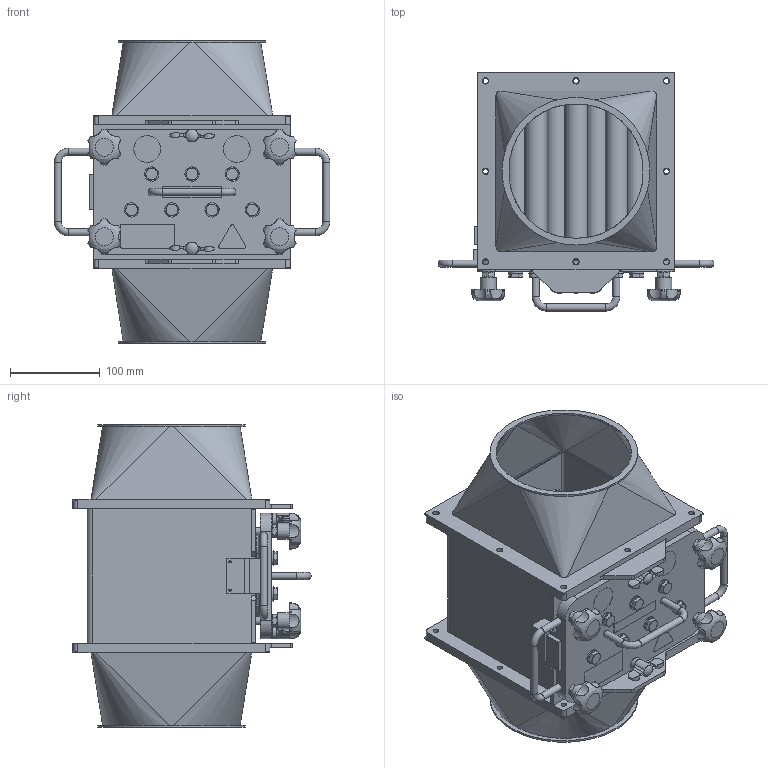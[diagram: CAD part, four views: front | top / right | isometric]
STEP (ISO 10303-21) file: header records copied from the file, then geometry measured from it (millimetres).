
FILE_DESCRIPTION(/* description */ (''),/* implementation_level */ '2;1');
FILE_NAME(/* name */ 'Nieuwe STEP''s (23-03-2022)\SECFQ15030 -.stp',/* time_stamp */ '2022-03-23T10:33:11+01:00',/* author */ ('CR'),/* organization */ (''),/* preprocessor_version */ 'ST-DEVELOPER v18.1',/* originating_system */ 'Autodesk Inventor 2021',/* authorisation */ '');
FILE_SCHEMA (('AUTOMOTIVE_DESIGN { 1 0 10303 214 3 1 1 }'));
Length unit declared in the file: millimetre
Products named in the file (1): Part1
Bounding box: 308 x 266.05 x 338 mm (x, y, z)
Volume: 1517587.7 mm3; surface area: 900033.2 mm2
Topology: 5 solids, 20 shells, 903 faces, 2082 edges, 1318 vertices
Faces by surface type: plane 386, cylinder 319, cone 98, torus 62, bspline 36, sphere 2
Full cylindrical faces by diameter (mm): 2.459 x4, 6 x20, 6.2 x2, 6.647 x11, 7 x18, 7.323 x7, 8 x24, 8.4 x7, 8.5 x7, 10 x4, 11.4 x7, 14 x2, 16 x7, 18 x4, 24 x7, 25 x21, 30 x2, 165 x2
Entity records: 28567 total; most frequent: CARTESIAN_POINT 8102, DIRECTION 4294, ORIENTED_EDGE 4152, EDGE_CURVE 2076, AXIS2_PLACEMENT_3D 1666, VERTEX_POINT 1318, EDGE_LOOP 1092, LINE 962
